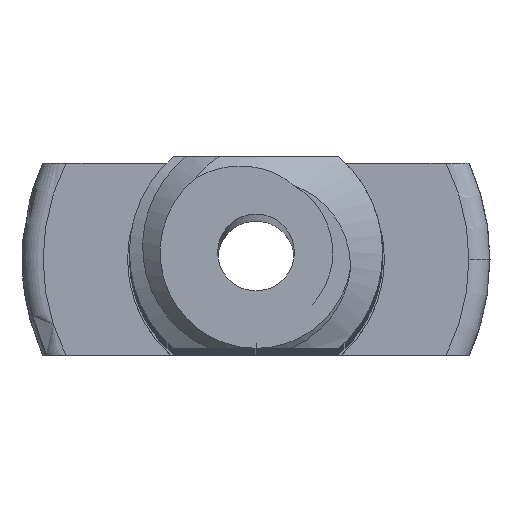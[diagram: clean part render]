
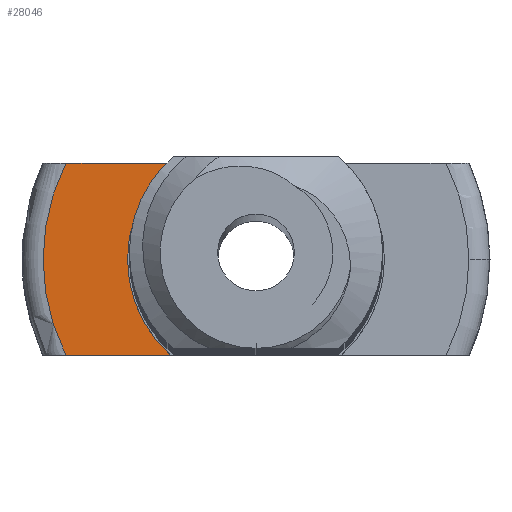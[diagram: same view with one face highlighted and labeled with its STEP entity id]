
A CAD part, top view. The second image highlights one B-rep face of the part: STEP entity #28046.
In plain terms, the highlighted planar face has unit normal (0, 0, 1).
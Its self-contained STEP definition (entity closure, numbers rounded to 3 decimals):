
#7459 = PLANE('',#7460);
#7460 = AXIS2_PLACEMENT_3D('',#7461,#7462,#7463);
#7461 = CARTESIAN_POINT('',(-12.5,-2.5,200.));
#7462 = DIRECTION('',(0.,1.,0.));
#7463 = DIRECTION('',(-1.,0.,0.));
#8248 = PLANE('',#8249);
#8249 = AXIS2_PLACEMENT_3D('',#8250,#8251,#8252);
#8250 = CARTESIAN_POINT('',(-12.5,2.5,200.));
#8251 = DIRECTION('',(0.,-1.,0.));
#8252 = DIRECTION('',(1.,0.,0.));
#10995 = VERTEX_POINT('',#10996);
#10996 = CARTESIAN_POINT('',(-2.23,-2.5,0.));
#11010 = CYLINDRICAL_SURFACE('',#11011,3.35);
#11011 = AXIS2_PLACEMENT_3D('',#11012,#11013,#11014);
#11012 = CARTESIAN_POINT('',(0.,0.,1.8)
  );
#11013 = DIRECTION('',(0.,0.,-1.));
#11014 = DIRECTION('',(1.,0.,0.));
#11022 = EDGE_CURVE('',#11023,#10995,#11025,.T.);
#11023 = VERTEX_POINT('',#11024);
#11024 = CARTESIAN_POINT('',(-4.955,-2.5,0.));
#11025 = SURFACE_CURVE('',#11026,(#11030,#11037),.PCURVE_S1.);
#11026 = LINE('',#11027,#11028);
#11027 = CARTESIAN_POINT('',(-6.25,-2.5,0.));
#11028 = VECTOR('',#11029,1.);
#11029 = DIRECTION('',(1.,0.,0.));
#11030 = PCURVE('',#7459,#11031);
#11031 = DEFINITIONAL_REPRESENTATION('',(#11032),#11036);
#11032 = LINE('',#11033,#11034);
#11033 = CARTESIAN_POINT('',(-6.25,-200.));
#11034 = VECTOR('',#11035,1.);
#11035 = DIRECTION('',(-1.,0.));
#11036 = ( GEOMETRIC_REPRESENTATION_CONTEXT(2) 
PARAMETRIC_REPRESENTATION_CONTEXT() REPRESENTATION_CONTEXT('2D SPACE',''
  ) );
#11037 = PCURVE('',#11038,#11043);
#11038 = PLANE('',#11039);
#11039 = AXIS2_PLACEMENT_3D('',#11040,#11041,#11042);
#11040 = CARTESIAN_POINT('',(0.,0.,
    0.));
#11041 = DIRECTION('',(0.,0.,-1.));
#11042 = DIRECTION('',(1.,0.,0.));
#11043 = DEFINITIONAL_REPRESENTATION('',(#11044),#11048);
#11044 = LINE('',#11045,#11046);
#11045 = CARTESIAN_POINT('',(-6.25,2.5));
#11046 = VECTOR('',#11047,1.);
#11047 = DIRECTION('',(1.,0.));
#11048 = ( GEOMETRIC_REPRESENTATION_CONTEXT(2) 
PARAMETRIC_REPRESENTATION_CONTEXT() REPRESENTATION_CONTEXT('2D SPACE',''
  ) );
#11104 = TOROIDAL_SURFACE('',#11105,5.55,0.55);
#11105 = AXIS2_PLACEMENT_3D('',#11106,#11107,#11108);
#11106 = CARTESIAN_POINT('',(0.,0.,-0.55
    ));
#11107 = DIRECTION('',(0.,0.,1.));
#11108 = DIRECTION('',(1.,0.,0.));
#24681 = VERTEX_POINT('',#24682);
#24682 = CARTESIAN_POINT('',(-2.23,2.5,0.));
#24703 = EDGE_CURVE('',#24704,#24681,#24706,.T.);
#24704 = VERTEX_POINT('',#24705);
#24705 = CARTESIAN_POINT('',(-4.955,2.5,0.));
#24706 = SURFACE_CURVE('',#24707,(#24711,#24718),.PCURVE_S1.);
#24707 = LINE('',#24708,#24709);
#24708 = CARTESIAN_POINT('',(-6.25,2.5,0.));
#24709 = VECTOR('',#24710,1.);
#24710 = DIRECTION('',(1.,0.,0.));
#24711 = PCURVE('',#8248,#24712);
#24712 = DEFINITIONAL_REPRESENTATION('',(#24713),#24717);
#24713 = LINE('',#24714,#24715);
#24714 = CARTESIAN_POINT('',(6.25,-200.));
#24715 = VECTOR('',#24716,1.);
#24716 = DIRECTION('',(1.,0.));
#24717 = ( GEOMETRIC_REPRESENTATION_CONTEXT(2) 
PARAMETRIC_REPRESENTATION_CONTEXT() REPRESENTATION_CONTEXT('2D SPACE',''
  ) );
#24718 = PCURVE('',#11038,#24719);
#24719 = DEFINITIONAL_REPRESENTATION('',(#24720),#24724);
#24720 = LINE('',#24721,#24722);
#24721 = CARTESIAN_POINT('',(-6.25,-2.5));
#24722 = VECTOR('',#24723,1.);
#24723 = DIRECTION('',(1.,0.));
#24724 = ( GEOMETRIC_REPRESENTATION_CONTEXT(2) 
PARAMETRIC_REPRESENTATION_CONTEXT() REPRESENTATION_CONTEXT('2D SPACE',''
  ) );
#27951 = EDGE_CURVE('',#10995,#24681,#27952,.T.);
#27952 = SURFACE_CURVE('',#27953,(#27958,#27965),.PCURVE_S1.);
#27953 = CIRCLE('',#27954,3.35);
#27954 = AXIS2_PLACEMENT_3D('',#27955,#27956,#27957);
#27955 = CARTESIAN_POINT('',(0.,0.,
    0.));
#27956 = DIRECTION('',(0.,0.,-1.));
#27957 = DIRECTION('',(1.,0.,0.));
#27958 = PCURVE('',#11010,#27959);
#27959 = DEFINITIONAL_REPRESENTATION('',(#27960),#27964);
#27960 = LINE('',#27961,#27962);
#27961 = CARTESIAN_POINT('',(0.,1.8));
#27962 = VECTOR('',#27963,1.);
#27963 = DIRECTION('',(1.,0.));
#27964 = ( GEOMETRIC_REPRESENTATION_CONTEXT(2) 
PARAMETRIC_REPRESENTATION_CONTEXT() REPRESENTATION_CONTEXT('2D SPACE',''
  ) );
#27965 = PCURVE('',#11038,#27966);
#27966 = DEFINITIONAL_REPRESENTATION('',(#27967),#27971);
#27967 = CIRCLE('',#27968,3.35);
#27968 = AXIS2_PLACEMENT_2D('',#27969,#27970);
#27969 = CARTESIAN_POINT('',(0.,0.));
#27970 = DIRECTION('',(1.,0.));
#27971 = ( GEOMETRIC_REPRESENTATION_CONTEXT(2) 
PARAMETRIC_REPRESENTATION_CONTEXT() REPRESENTATION_CONTEXT('2D SPACE',''
  ) );
#28046 = ADVANCED_FACE('',(#28047),#11038,.F.);
#28047 = FACE_BOUND('',#28048,.T.);
#28048 = EDGE_LOOP('',(#28049,#28050,#28051,#28052));
#28049 = ORIENTED_EDGE('',*,*,#11022,.T.);
#28050 = ORIENTED_EDGE('',*,*,#27951,.T.);
#28051 = ORIENTED_EDGE('',*,*,#24703,.F.);
#28052 = ORIENTED_EDGE('',*,*,#28053,.F.);
#28053 = EDGE_CURVE('',#11023,#24704,#28054,.T.);
#28054 = SURFACE_CURVE('',#28055,(#28060,#28067),.PCURVE_S1.);
#28055 = CIRCLE('',#28056,5.55);
#28056 = AXIS2_PLACEMENT_3D('',#28057,#28058,#28059);
#28057 = CARTESIAN_POINT('',(0.,0.,
    0.));
#28058 = DIRECTION('',(0.,0.,-1.));
#28059 = DIRECTION('',(1.,0.,0.));
#28060 = PCURVE('',#11038,#28061);
#28061 = DEFINITIONAL_REPRESENTATION('',(#28062),#28066);
#28062 = CIRCLE('',#28063,5.55);
#28063 = AXIS2_PLACEMENT_2D('',#28064,#28065);
#28064 = CARTESIAN_POINT('',(0.,0.));
#28065 = DIRECTION('',(1.,0.));
#28066 = ( GEOMETRIC_REPRESENTATION_CONTEXT(2) 
PARAMETRIC_REPRESENTATION_CONTEXT() REPRESENTATION_CONTEXT('2D SPACE',''
  ) );
#28067 = PCURVE('',#11104,#28068);
#28068 = DEFINITIONAL_REPRESENTATION('',(#28069),#28073);
#28069 = LINE('',#28070,#28071);
#28070 = CARTESIAN_POINT('',(0.,7.854));
#28071 = VECTOR('',#28072,1.);
#28072 = DIRECTION('',(-1.,0.));
#28073 = ( GEOMETRIC_REPRESENTATION_CONTEXT(2) 
PARAMETRIC_REPRESENTATION_CONTEXT() REPRESENTATION_CONTEXT('2D SPACE',''
  ) );
